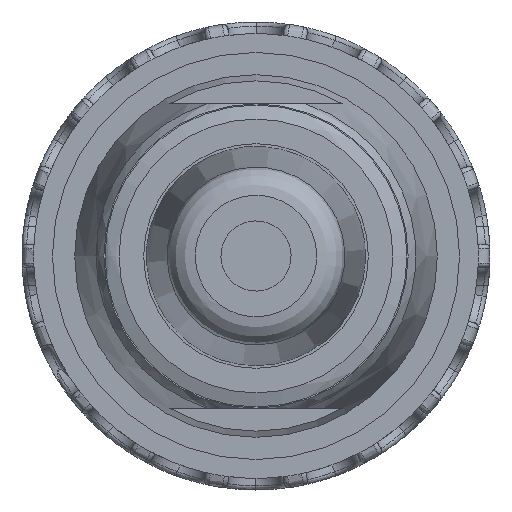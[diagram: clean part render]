
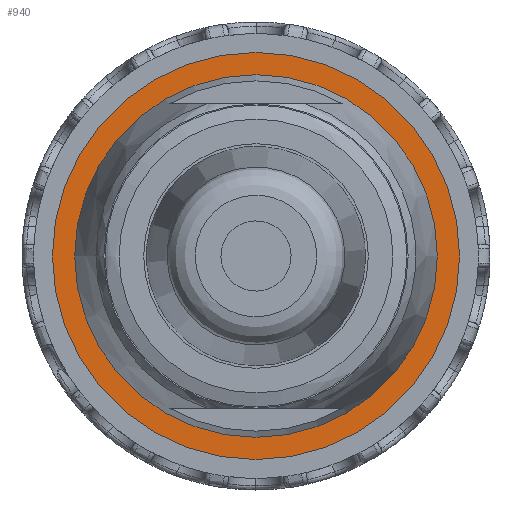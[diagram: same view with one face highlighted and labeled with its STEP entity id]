
A CAD part, front view. The second image highlights one B-rep face of the part: STEP entity #940.
In plain terms, the highlighted planar face has unit normal (0, -1, 0).
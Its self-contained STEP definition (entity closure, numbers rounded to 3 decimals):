
#940=ADVANCED_FACE('',(#1329,#1330),#1222,.T.);
#1222=PLANE('',#5772);
#1329=FACE_BOUND('',#1452,.T.);
#1330=FACE_BOUND('',#1453,.T.);
#1452=EDGE_LOOP('',(#2635));
#1453=EDGE_LOOP('',(#2636));
#2635=ORIENTED_EDGE('',*,*,#4771,.F.);
#2636=ORIENTED_EDGE('',*,*,#4769,.F.);
#4166=VERTEX_POINT('',#8774);
#4168=VERTEX_POINT('',#8779);
#4769=EDGE_CURVE('',#4166,#4166,#5480,.T.);
#4771=EDGE_CURVE('',#4168,#4168,#5482,.T.);
#5480=CIRCLE('',#5768,8.7);
#5482=CIRCLE('',#5771,7.75);
#5768=AXIS2_PLACEMENT_3D('',#8773,#6409,#6410);
#5771=AXIS2_PLACEMENT_3D('',#8778,#6415,#6416);
#5772=AXIS2_PLACEMENT_3D('',#8780,#6417,#6418);
#6409=DIRECTION('',(0.,1.,0.));
#6410=DIRECTION('',(-1.,0.,0.));
#6415=DIRECTION('',(0.,-1.,0.));
#6416=DIRECTION('',(0.,0.,-1.));
#6417=DIRECTION('',(0.,-1.,0.));
#6418=DIRECTION('',(-1.,0.,0.));
#8773=CARTESIAN_POINT('',(21.985,-36.365,0.));
#8774=CARTESIAN_POINT('',(13.285,-36.365,0.));
#8778=CARTESIAN_POINT('',(21.985,-36.365,0.));
#8779=CARTESIAN_POINT('',(21.985,-36.365,-7.75));
#8780=CARTESIAN_POINT('',(31.555,-36.365,9.57));
